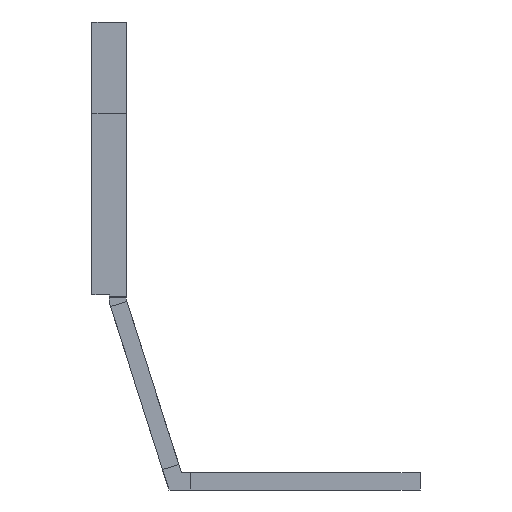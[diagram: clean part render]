
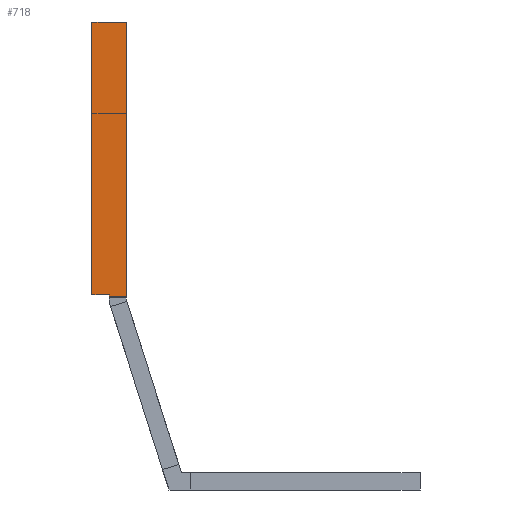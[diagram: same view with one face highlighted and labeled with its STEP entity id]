
A CAD part, front view. The second image highlights one B-rep face of the part: STEP entity #718.
In plain terms, the highlighted planar face has unit normal (0, -1, 0).
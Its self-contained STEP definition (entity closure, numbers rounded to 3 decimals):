
#263 = LINE ( 'NONE', #7874, #4046 ) ;
#275 = ORIENTED_EDGE ( 'NONE', *, *, #342, .T. ) ;
#342 = EDGE_CURVE ( 'NONE', #16424, #8771, #4091, .T. ) ;
#417 = CARTESIAN_POINT ( 'NONE',  ( -24.102, -863.5, 15.4 ) ) ;
#718 = ADVANCED_FACE ( 'NONE', ( #8932 ), #7923, .T. ) ;
#813 = CARTESIAN_POINT ( 'NONE',  ( -25.502, -863.5, 15.4 ) ) ;
#1102 = EDGE_CURVE ( 'NONE', #4752, #8771, #1141, .T. ) ;
#1141 = LINE ( 'NONE', #813, #6344 ) ;
#1441 = DIRECTION ( 'NONE',  ( 1., 0., 0. ) ) ;
#1698 = EDGE_LOOP ( 'NONE', ( #275, #5316, #15683, #5650, #4718, #3917 ) ) ;
#2010 = EDGE_CURVE ( 'NONE', #10457, #7394, #10462, .T. ) ;
#3821 = LINE ( 'NONE', #7752, #6844 ) ;
#3899 = VECTOR ( 'NONE', #5167, 1000. ) ;
#3917 = ORIENTED_EDGE ( 'NONE', *, *, #12803, .T. ) ;
#4046 = VECTOR ( 'NONE', #1441, 1000. ) ;
#4091 = LINE ( 'NONE', #14177, #10356 ) ;
#4653 = DIRECTION ( 'NONE',  ( 0., 0., 1. ) ) ;
#4718 = ORIENTED_EDGE ( 'NONE', *, *, #10866, .T. ) ;
#4752 = VERTEX_POINT ( 'NONE', #16237 ) ;
#5167 = DIRECTION ( 'NONE',  ( -1., 0., 0. ) ) ;
#5316 = ORIENTED_EDGE ( 'NONE', *, *, #1102, .F. ) ;
#5331 = CARTESIAN_POINT ( 'NONE',  ( -26.922, -863.5, 38.4 ) ) ;
#5345 = EDGE_CURVE ( 'NONE', #4752, #10457, #263, .T. ) ;
#5428 = DIRECTION ( 'NONE',  ( 0., 0., 1. ) ) ;
#5650 = ORIENTED_EDGE ( 'NONE', *, *, #2010, .T. ) ;
#5779 = CARTESIAN_POINT ( 'NONE',  ( -26.922, -863.5, 16. ) ) ;
#6344 = VECTOR ( 'NONE', #4653, 1000. ) ;
#6844 = VECTOR ( 'NONE', #11590, 1000. ) ;
#6986 = VERTEX_POINT ( 'NONE', #12747 ) ;
#7394 = VERTEX_POINT ( 'NONE', #11812 ) ;
#7752 = CARTESIAN_POINT ( 'NONE',  ( -26.922, -863.5, 36.99 ) ) ;
#7874 = CARTESIAN_POINT ( 'NONE',  ( -25.502, -863.5, 15.773 ) ) ;
#7923 = PLANE ( 'NONE',  #10640 ) ;
#8771 = VERTEX_POINT ( 'NONE', #10749 ) ;
#8932 = FACE_OUTER_BOUND ( 'NONE', #1698, .T. ) ;
#9092 = DIRECTION ( 'NONE',  ( 0., 0., -1. ) ) ;
#10101 = VECTOR ( 'NONE', #5428, 1000. ) ;
#10356 = VECTOR ( 'NONE', #14264, 1000. ) ;
#10457 = VERTEX_POINT ( 'NONE', #14358 ) ;
#10462 = LINE ( 'NONE', #417, #10101 ) ;
#10640 = AXIS2_PLACEMENT_3D ( 'NONE', #15483, #12931, #9092 ) ;
#10749 = CARTESIAN_POINT ( 'NONE',  ( -25.502, -863.5, 16. ) ) ;
#10866 = EDGE_CURVE ( 'NONE', #7394, #6986, #13021, .T. ) ;
#11590 = DIRECTION ( 'NONE',  ( 0., 0., -1. ) ) ;
#11812 = CARTESIAN_POINT ( 'NONE',  ( -24.102, -863.5, 38.4 ) ) ;
#12747 = CARTESIAN_POINT ( 'NONE',  ( -26.922, -863.5, 38.4 ) ) ;
#12803 = EDGE_CURVE ( 'NONE', #6986, #16424, #3821, .T. ) ;
#12931 = DIRECTION ( 'NONE',  ( 0., -1., 0. ) ) ;
#13021 = LINE ( 'NONE', #5331, #3899 ) ;
#14177 = CARTESIAN_POINT ( 'NONE',  ( -26.922, -863.5, 16. ) ) ;
#14264 = DIRECTION ( 'NONE',  ( 1., 0., 0. ) ) ;
#14358 = CARTESIAN_POINT ( 'NONE',  ( -24.102, -863.5, 15.773 ) ) ;
#15483 = CARTESIAN_POINT ( 'NONE',  ( -24.055, -863.5, 15.469 ) ) ;
#15683 = ORIENTED_EDGE ( 'NONE', *, *, #5345, .T. ) ;
#16237 = CARTESIAN_POINT ( 'NONE',  ( -25.502, -863.5, 15.773 ) ) ;
#16424 = VERTEX_POINT ( 'NONE', #5779 ) ;
